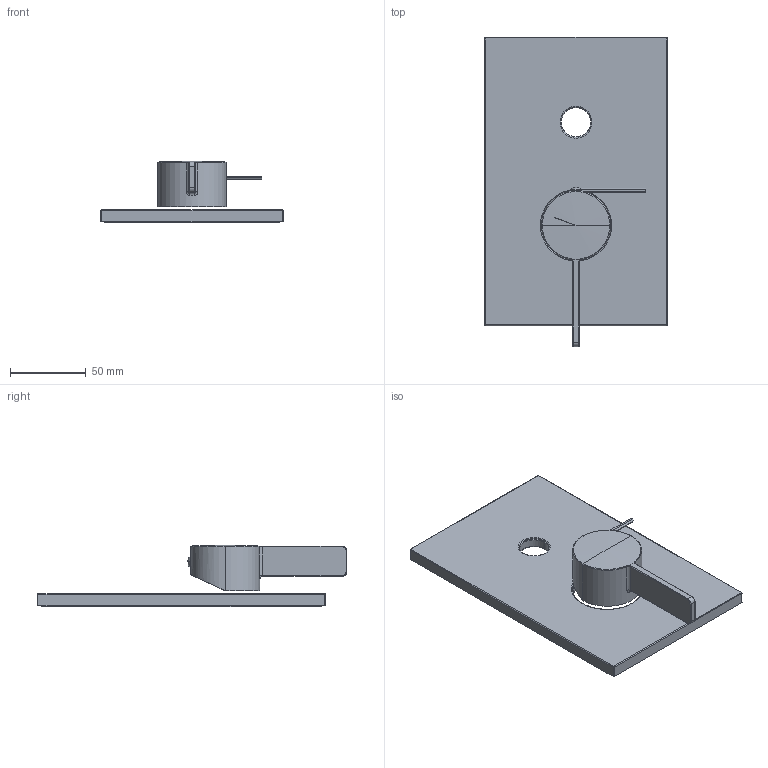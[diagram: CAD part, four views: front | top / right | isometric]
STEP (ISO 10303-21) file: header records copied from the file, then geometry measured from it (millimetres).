
FILE_DESCRIPTION((''),'2;1');
FILE_NAME('RO015CREST_ASM','2021-01-30T09:35:38',('stefano.gianpani'),('PAFFONI SpA'),'CREO PARAMETRIC BY PTC INC, 2020044','CREO PARAMETRIC BY PTC INC, 2020044','');
FILE_SCHEMA(('CONFIG_CONTROL_DESIGN','SHAPE_APPEARANCE_LAYERS_GROUPS'));
Length unit declared in the file: millimetre
Products named in the file (10): 4061271CR; 592305004A2; TCF0691105CR; CHBR25; 8001128_ASM; 4061169CR; 2091320; 2091319; 2091341; RO015CREST_ASM
Assembly tree (9 placements, depth 3):
  RO015CREST_ASM
    4061271CR
    8001128_ASM
      592305004A2
      TCF0691105CR
      CHBR25
    4061169CR
    2091320
    2091319
    2091341
Bounding box: 120 x 204 x 40.5 mm (x, y, z)
Volume: 144285.6 mm3; surface area: 98931.5 mm2
Topology: 8 solids, 10 shells, 255 faces, 584 edges, 356 vertices
Faces by surface type: plane 90, cylinder 85, torus 41, cone 21, bspline 12, sphere 6
Entity records: 9983 total; most frequent: CARTESIAN_POINT 2062, DIRECTION 1347, ORIENTED_EDGE 1152, PRESENTATION_STYLE_ASSIGNMENT 590, STYLED_ITEM 590, CURVE_STYLE 580, EDGE_CURVE 580, AXIS2_PLACEMENT_3D 541
